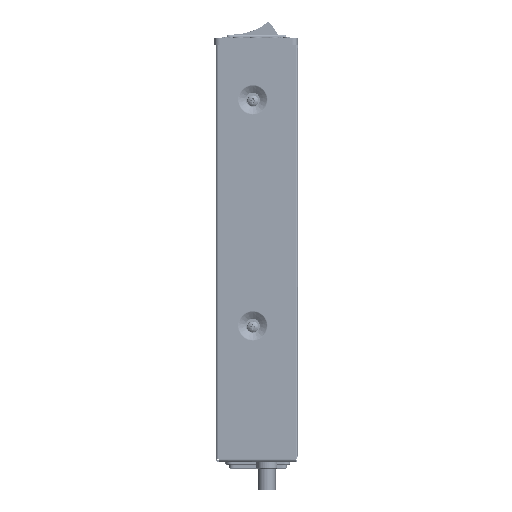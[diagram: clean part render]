
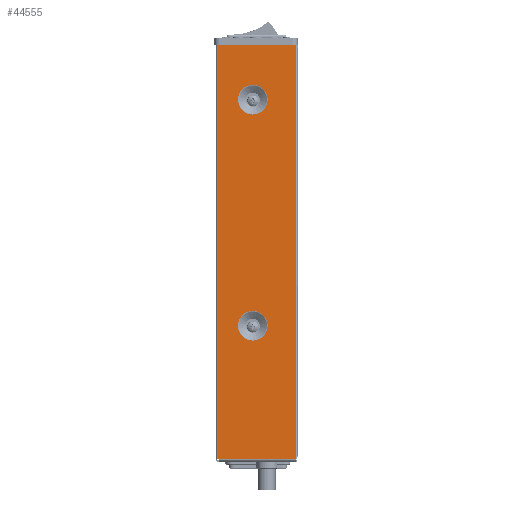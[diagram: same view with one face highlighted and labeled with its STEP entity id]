
A CAD part, left-side view. The second image highlights one B-rep face of the part: STEP entity #44555.
In plain terms, the highlighted planar face has unit normal (-1, 0, 0).
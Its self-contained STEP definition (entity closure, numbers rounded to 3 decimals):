
#565 = DIRECTION ( 'NONE',  ( 0., 0., 1. ) ) ;
#1412 = ORIENTED_EDGE ( 'NONE', *, *, #292136, .T. ) ;
#6273 = CARTESIAN_POINT ( 'NONE',  ( -71.82, -16.13, -152.139 ) ) ;
#8817 = VERTEX_POINT ( 'NONE', #21990 ) ;
#9886 = LINE ( 'NONE', #126850, #234340 ) ;
#15635 = CIRCLE ( 'NONE', #144269, 8.008 ) ;
#19927 = EDGE_CURVE ( 'NONE', #8817, #224666, #15635, .T. ) ;
#20111 = CARTESIAN_POINT ( 'NONE',  ( -71.82, 25.61, 71.812 ) ) ;
#21462 = VERTEX_POINT ( 'NONE', #186498 ) ;
#21912 = EDGE_CURVE ( 'NONE', #21462, #81543, #55475, .T. ) ;
#21990 = CARTESIAN_POINT ( 'NONE',  ( -71.82, 7.083, -88.195 ) ) ;
#27311 = AXIS2_PLACEMENT_3D ( 'NONE', #169979, #323290, #258271 ) ;
#29295 = CARTESIAN_POINT ( 'NONE',  ( -71.82, 26.347, 71.812 ) ) ;
#41364 = VERTEX_POINT ( 'NONE', #344485 ) ;
#42081 = EDGE_CURVE ( 'NONE', #81543, #21462, #205085, .T. ) ;
#43328 = DIRECTION ( 'NONE',  ( 0., 0., 1. ) ) ;
#44555 = ADVANCED_FACE ( 'NONE', ( #344001, #52468, #351589 ), #140569, .F. ) ;
#52468 = FACE_BOUND ( 'NONE', #67142, .T. ) ;
#55475 = CIRCLE ( 'NONE', #245273, 8.008 ) ;
#65892 = LINE ( 'NONE', #6273, #182629 ) ;
#67142 = EDGE_LOOP ( 'NONE', ( #84452, #1412 ) ) ;
#75943 = LINE ( 'NONE', #20111, #307582 ) ;
#77361 = VERTEX_POINT ( 'NONE', #322155 ) ;
#81543 = VERTEX_POINT ( 'NONE', #195455 ) ;
#84452 = ORIENTED_EDGE ( 'NONE', *, *, #19927, .T. ) ;
#85055 = DIRECTION ( 'NONE',  ( 0., 1., 0. ) ) ;
#88658 = EDGE_LOOP ( 'NONE', ( #175035, #177017 ) ) ;
#88960 = DIRECTION ( 'NONE',  ( 1., 0., 0. ) ) ;
#100994 = EDGE_CURVE ( 'NONE', #160072, #77361, #75943, .T. ) ;
#110096 = EDGE_LOOP ( 'NONE', ( #255071, #286150, #217099, #260776 ) ) ;
#112948 = DIRECTION ( 'NONE',  ( 0., 0., -1. ) ) ;
#122756 = EDGE_CURVE ( 'NONE', #77361, #41364, #320822, .T. ) ;
#126850 = CARTESIAN_POINT ( 'NONE',  ( -71.82, 25.61, -152.139 ) ) ;
#139420 = AXIS2_PLACEMENT_3D ( 'NONE', #257731, #376613, #85055 ) ;
#140569 = PLANE ( 'NONE',  #139420 ) ;
#144269 = AXIS2_PLACEMENT_3D ( 'NONE', #307282, #231938, #219179 ) ;
#160072 = VERTEX_POINT ( 'NONE', #193076 ) ;
#169979 = CARTESIAN_POINT ( 'NONE',  ( -71.82, 7.083, 41.812 ) ) ;
#172288 = AXIS2_PLACEMENT_3D ( 'NONE', #346043, #88960, #324812 ) ;
#173104 = DIRECTION ( 'NONE',  ( 0., -1., 0. ) ) ;
#175035 = ORIENTED_EDGE ( 'NONE', *, *, #42081, .T. ) ;
#177017 = ORIENTED_EDGE ( 'NONE', *, *, #21912, .T. ) ;
#182629 = VECTOR ( 'NONE', #565, 1000. ) ;
#186498 = CARTESIAN_POINT ( 'NONE',  ( -71.82, 7.083, 49.82 ) ) ;
#193076 = CARTESIAN_POINT ( 'NONE',  ( -71.82, 25.61, -152.139 ) ) ;
#195455 = CARTESIAN_POINT ( 'NONE',  ( -71.82, 7.083, 33.805 ) ) ;
#195586 = CARTESIAN_POINT ( 'NONE',  ( -71.82, 7.083, 41.812 ) ) ;
#205085 = CIRCLE ( 'NONE', #27311, 8.008 ) ;
#217099 = ORIENTED_EDGE ( 'NONE', *, *, #122756, .F. ) ;
#219179 = DIRECTION ( 'NONE',  ( 0., 0., -1. ) ) ;
#219699 = EDGE_CURVE ( 'NONE', #283551, #41364, #65892, .T. ) ;
#224666 = VERTEX_POINT ( 'NONE', #243927 ) ;
#231938 = DIRECTION ( 'NONE',  ( 1., 0., 0. ) ) ;
#234340 = VECTOR ( 'NONE', #360976, 1000. ) ;
#243927 = CARTESIAN_POINT ( 'NONE',  ( -71.82, 7.083, -72.18 ) ) ;
#245273 = AXIS2_PLACEMENT_3D ( 'NONE', #195586, #377685, #112948 ) ;
#255071 = ORIENTED_EDGE ( 'NONE', *, *, #310764, .T. ) ;
#257731 = CARTESIAN_POINT ( 'NONE',  ( -71.82, 27.083, 71.812 ) ) ;
#258271 = DIRECTION ( 'NONE',  ( 0., 0., -1. ) ) ;
#260776 = ORIENTED_EDGE ( 'NONE', *, *, #100994, .F. ) ;
#283551 = VERTEX_POINT ( 'NONE', #299082 ) ;
#286150 = ORIENTED_EDGE ( 'NONE', *, *, #219699, .T. ) ;
#292136 = EDGE_CURVE ( 'NONE', #224666, #8817, #362425, .T. ) ;
#299082 = CARTESIAN_POINT ( 'NONE',  ( -71.82, -16.13, -152.139 ) ) ;
#307282 = CARTESIAN_POINT ( 'NONE',  ( -71.82, 7.083, -80.188 ) ) ;
#307582 = VECTOR ( 'NONE', #43328, 1000. ) ;
#310764 = EDGE_CURVE ( 'NONE', #160072, #283551, #9886, .T. ) ;
#320822 = LINE ( 'NONE', #29295, #351845 ) ;
#322155 = CARTESIAN_POINT ( 'NONE',  ( -71.82, 25.61, 71.812 ) ) ;
#323290 = DIRECTION ( 'NONE',  ( 1., 0., 0. ) ) ;
#324812 = DIRECTION ( 'NONE',  ( 0., 0., -1. ) ) ;
#344001 = FACE_BOUND ( 'NONE', #88658, .T. ) ;
#344485 = CARTESIAN_POINT ( 'NONE',  ( -71.82, -16.13, 71.812 ) ) ;
#346043 = CARTESIAN_POINT ( 'NONE',  ( -71.82, 7.083, -80.188 ) ) ;
#351589 = FACE_OUTER_BOUND ( 'NONE', #110096, .T. ) ;
#351845 = VECTOR ( 'NONE', #173104, 1000. ) ;
#360976 = DIRECTION ( 'NONE',  ( 0., -1., 0. ) ) ;
#362425 = CIRCLE ( 'NONE', #172288, 8.008 ) ;
#376613 = DIRECTION ( 'NONE',  ( 1., 0., 0. ) ) ;
#377685 = DIRECTION ( 'NONE',  ( 1., 0., 0. ) ) ;
